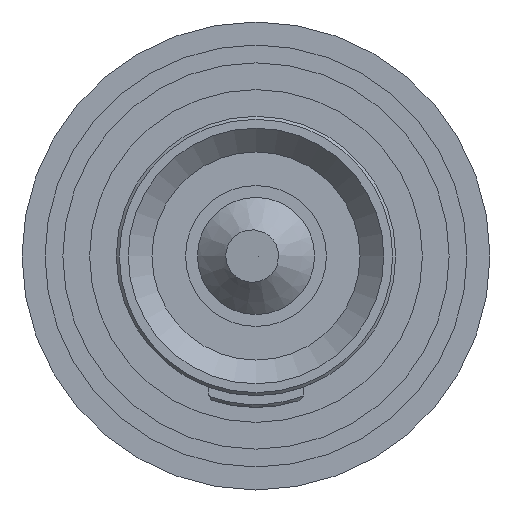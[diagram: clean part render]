
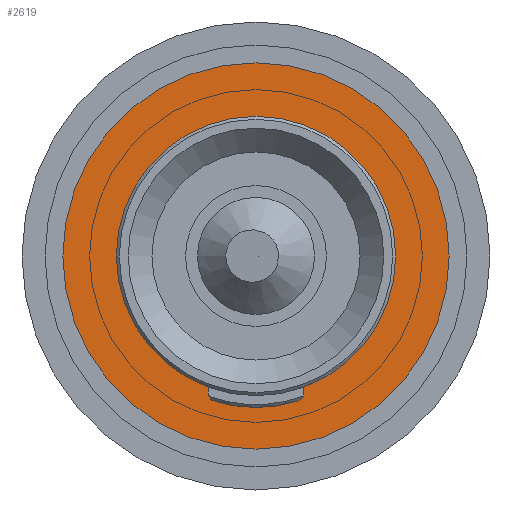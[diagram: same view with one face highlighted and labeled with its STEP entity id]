
A CAD part, left-side view. The second image highlights one B-rep face of the part: STEP entity #2619.
In plain terms, the highlighted face is planar.
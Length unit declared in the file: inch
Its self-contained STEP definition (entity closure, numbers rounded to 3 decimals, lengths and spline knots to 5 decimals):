
#482 = DIRECTION ( 'NONE',  ( 0., 0., 1. ) ) ;
#513 = DIRECTION ( 'NONE',  ( 0., -1., 0. ) ) ;
#895 = AXIS2_PLACEMENT_3D ( 'NONE', #4403, #9372, #6897 ) ;
#2062 = EDGE_LOOP ( 'NONE', ( #8897 ) ) ;
#2309 = VERTEX_POINT ( 'NONE', #3891 ) ;
#2619 = ADVANCED_FACE ( 'NONE', ( #10246, #3749 ), #7972, .F. ) ;
#3027 = VERTEX_POINT ( 'NONE', #9048 ) ;
#3197 = EDGE_LOOP ( 'NONE', ( #10314 ) ) ;
#3489 = CIRCLE ( 'NONE', #895, 0.1 ) ;
#3749 = FACE_OUTER_BOUND ( 'NONE', #3197, .T. ) ;
#3769 = DIRECTION ( 'NONE',  ( 0., 1., 0. ) ) ;
#3891 = CARTESIAN_POINT ( 'NONE',  ( 0., 0.1625, 19.96204 ) ) ;
#4403 = CARTESIAN_POINT ( 'NONE',  ( 0., 0., 19.96204 ) ) ;
#4598 = CARTESIAN_POINT ( 'NONE',  ( -0.1, 0., 19.96204 ) ) ;
#6357 = CIRCLE ( 'NONE', #9995, 0.1625 ) ;
#6897 = DIRECTION ( 'NONE',  ( 0., 1., 0. ) ) ;
#7839 = AXIS2_PLACEMENT_3D ( 'NONE', #4598, #8849, #513 ) ;
#7885 = CARTESIAN_POINT ( 'NONE',  ( 0., 0., 19.96204 ) ) ;
#7972 = PLANE ( 'NONE',  #7839 ) ;
#8849 = DIRECTION ( 'NONE',  ( 0., 0., -1. ) ) ;
#8897 = ORIENTED_EDGE ( 'NONE', *, *, #9228, .F. ) ;
#9048 = CARTESIAN_POINT ( 'NONE',  ( 0., 0.1, 19.96204 ) ) ;
#9228 = EDGE_CURVE ( 'NONE', #3027, #3027, #3489, .T. ) ;
#9372 = DIRECTION ( 'NONE',  ( 0., 0., 1. ) ) ;
#9995 = AXIS2_PLACEMENT_3D ( 'NONE', #7885, #482, #3769 ) ;
#10246 = FACE_BOUND ( 'NONE', #2062, .T. ) ;
#10265 = EDGE_CURVE ( 'NONE', #2309, #2309, #6357, .T. ) ;
#10314 = ORIENTED_EDGE ( 'NONE', *, *, #10265, .T. ) ;
